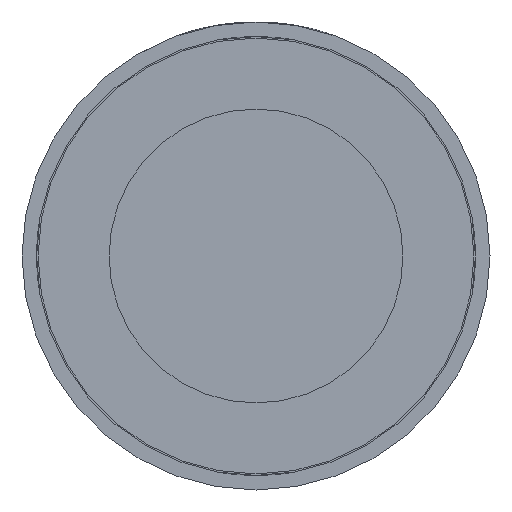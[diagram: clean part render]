
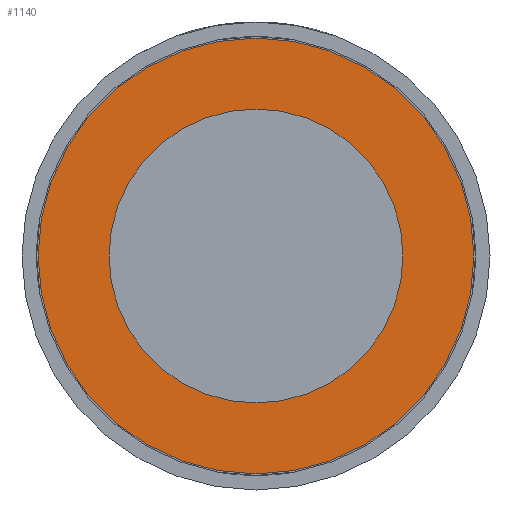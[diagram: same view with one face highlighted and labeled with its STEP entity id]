
A CAD part, front view. The second image highlights one B-rep face of the part: STEP entity #1140.
In plain terms, the highlighted planar face has unit normal (0, -1, 0).
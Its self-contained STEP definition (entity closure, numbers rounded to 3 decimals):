
#55 = CARTESIAN_POINT ( 'NONE',  ( 1.49, -21.2, 0. ) ) ;
#72 = FACE_OUTER_BOUND ( 'NONE', #1340, .T. ) ;
#160 = CARTESIAN_POINT ( 'NONE',  ( 0., -21.2, 0. ) ) ;
#378 = EDGE_CURVE ( 'Defeature ausgef�hrt3_5+Defeature ausgef�hrt3_6+Defeature ausgef�hrt3_6+Defeature ausgef�hrt3_6', #405, #646, #3176, .T. ) ;
#405 = VERTEX_POINT ( 'NONE', #2099 ) ;
#556 = AXIS2_PLACEMENT_3D ( 'NONE', #1509, #744, #1287 ) ;
#646 = VERTEX_POINT ( 'NONE', #2718 ) ;
#744 = DIRECTION ( 'NONE',  ( 0., 1., 0. ) ) ;
#1032 = ORIENTED_EDGE ( 'NONE', *, *, #1634, .T. ) ;
#1043 = ORIENTED_EDGE ( 'NONE', *, *, #2116, .T. ) ;
#1055 = CIRCLE ( 'NONE', #3479, 1.005 ) ;
#1140 = ADVANCED_FACE ( 'Defeature ausgef�hrt3_6', ( #2153, #72 ), #1141, .F. ) ;
#1141 = PLANE ( 'NONE',  #3414 ) ;
#1287 = DIRECTION ( 'NONE',  ( 0., 0., 1. ) ) ;
#1340 = EDGE_LOOP ( 'NONE', ( #2371, #3158 ) ) ;
#1509 = CARTESIAN_POINT ( 'NONE',  ( 0., -21.2, 0. ) ) ;
#1567 = AXIS2_PLACEMENT_3D ( 'NONE', #3428, #2087, #3194 ) ;
#1610 = VERTEX_POINT ( 'NONE', #3287 ) ;
#1634 = EDGE_CURVE ( 'Defeature ausgef�hrt3_6+Defeature ausgef�hrt3_16+Defeature ausgef�hrt3_16+Defeature ausgef�hrt3_16', #1610, #2482, #1055, .T. ) ;
#1666 = DIRECTION ( 'NONE',  ( 0., 1., 0. ) ) ;
#1716 = EDGE_LOOP ( 'NONE', ( #1043, #1032 ) ) ;
#2064 = DIRECTION ( 'NONE',  ( 0., 1., 0. ) ) ;
#2087 = DIRECTION ( 'NONE',  ( 0., 1., 0. ) ) ;
#2099 = CARTESIAN_POINT ( 'NONE',  ( -1.49, -21.2, 0. ) ) ;
#2116 = EDGE_CURVE ( 'Defeature ausgef�hrt3_6+Defeature ausgef�hrt3_16+Defeature ausgef�hrt3_16+Defeature ausgef�hrt3_16', #2482, #1610, #3274, .T. ) ;
#2153 = FACE_BOUND ( 'NONE', #1716, .T. ) ;
#2371 = ORIENTED_EDGE ( 'NONE', *, *, #378, .F. ) ;
#2372 = CARTESIAN_POINT ( 'NONE',  ( 0., -21.2, 1.005 ) ) ;
#2384 = DIRECTION ( 'NONE',  ( 0., 1., 0. ) ) ;
#2482 = VERTEX_POINT ( 'NONE', #2372 ) ;
#2597 = DIRECTION ( 'NONE',  ( -1., 0., 0. ) ) ;
#2648 = CIRCLE ( 'NONE', #3094, 1.49 ) ;
#2718 = CARTESIAN_POINT ( 'NONE',  ( 1.49, -21.2, 0. ) ) ;
#2844 = EDGE_CURVE ( 'Defeature ausgef�hrt3_5+Defeature ausgef�hrt3_6+Defeature ausgef�hrt3_6+Defeature ausgef�hrt3_6', #646, #405, #2648, .T. ) ;
#2915 = CARTESIAN_POINT ( 'NONE',  ( 0., -21.2, 0. ) ) ;
#3074 = DIRECTION ( 'NONE',  ( -1., 0., 0. ) ) ;
#3094 = AXIS2_PLACEMENT_3D ( 'NONE', #160, #2064, #2597 ) ;
#3158 = ORIENTED_EDGE ( 'NONE', *, *, #2844, .F. ) ;
#3176 = CIRCLE ( 'NONE', #1567, 1.49 ) ;
#3189 = DIRECTION ( 'NONE',  ( 0., 0., 1. ) ) ;
#3194 = DIRECTION ( 'NONE',  ( -1., 0., 0. ) ) ;
#3274 = CIRCLE ( 'NONE', #556, 1.005 ) ;
#3287 = CARTESIAN_POINT ( 'NONE',  ( 0., -21.2, -1.005 ) ) ;
#3414 = AXIS2_PLACEMENT_3D ( 'NONE', #55, #1666, #3074 ) ;
#3428 = CARTESIAN_POINT ( 'NONE',  ( 0., -21.2, 0. ) ) ;
#3479 = AXIS2_PLACEMENT_3D ( 'NONE', #2915, #2384, #3189 ) ;
